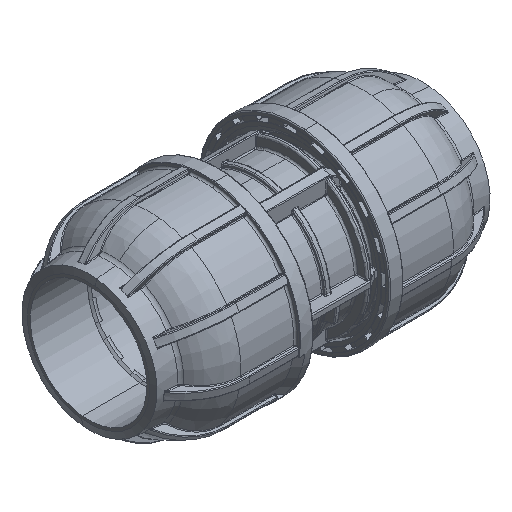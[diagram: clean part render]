
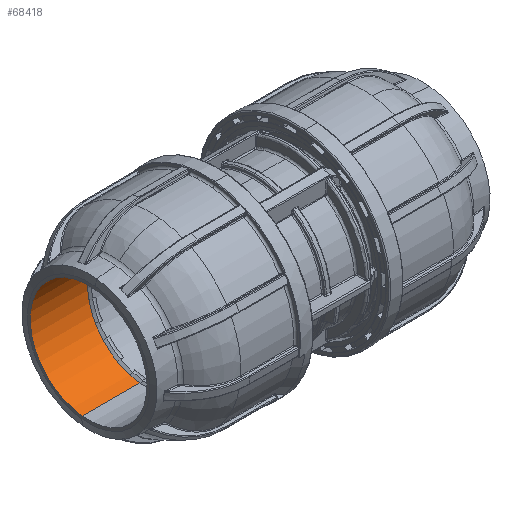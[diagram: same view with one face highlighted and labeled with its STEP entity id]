
A CAD part, isometric view. The second image highlights one B-rep face of the part: STEP entity #68418.
In plain terms, the highlighted cylindrical face has radius 32 mm (diameter 64 mm), a partial arc.
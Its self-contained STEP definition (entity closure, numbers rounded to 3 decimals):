
#4286 = AXIS2_PLACEMENT_3D ( 'NONE', #10286, #10287, #10288 ) ;
#6466 = ORIENTED_EDGE ( 'NONE', *, *, #58498, .F. ) ;
#6467 = ORIENTED_EDGE ( 'NONE', *, *, #58499, .T. ) ;
#6468 = ORIENTED_EDGE ( 'NONE', *, *, #58497, .T. ) ;
#6469 = ORIENTED_EDGE ( 'NONE', *, *, #58500, .F. ) ;
#6855 = FACE_OUTER_BOUND ( 'NONE', #33961, .T. ) ;
#6857 = CYLINDRICAL_SURFACE ( 'NONE', #4286, 32. ) ;
#10286 = CARTESIAN_POINT ( 'NONE',  ( -91.8, 0., 0. ) ) ;
#10287 = DIRECTION ( 'NONE',  ( -1., 0., 0. ) ) ;
#10288 = DIRECTION ( 'NONE',  ( 0., 0.108, -0.994 ) ) ;
#11333 = CARTESIAN_POINT ( 'NONE',  ( -91.8, -3.461, 31.812 ) ) ;
#11334 = DIRECTION ( 'NONE',  ( -1., 0., 0. ) ) ;
#11335 = CARTESIAN_POINT ( 'NONE',  ( -60.3, 0., 0. ) ) ;
#11336 = DIRECTION ( 'NONE',  ( -1., 0., 0. ) ) ;
#11337 = DIRECTION ( 'NONE',  ( 0., 0.108, -0.994 ) ) ;
#11338 = CARTESIAN_POINT ( 'NONE',  ( -91.8, 0., 0. ) ) ;
#11339 = DIRECTION ( 'NONE',  ( -1., 0., 0. ) ) ;
#11340 = DIRECTION ( 'NONE',  ( 0., 0.108, -0.994 ) ) ;
#11341 = CARTESIAN_POINT ( 'NONE',  ( -91.8, 3.461, -31.812 ) ) ;
#11342 = DIRECTION ( 'NONE',  ( -1., 0., 0. ) ) ;
#13372 = CIRCLE ( 'NONE', #13392, 32. ) ;
#13388 = CIRCLE ( 'NONE', #13390, 32. ) ;
#13389 = VECTOR ( 'NONE', #11334, 1000. ) ;
#13390 = AXIS2_PLACEMENT_3D ( 'NONE', #11335, #11336, #11337 ) ;
#13392 = AXIS2_PLACEMENT_3D ( 'NONE', #11338, #11339, #11340 ) ;
#13393 = VECTOR ( 'NONE', #11342, 1000. ) ;
#33961 = EDGE_LOOP ( 'NONE', ( #6466, #6468, #6467, #6469 ) ) ;
#45573 = VERTEX_POINT ( 'NONE', #60200 ) ;
#45574 = VERTEX_POINT ( 'NONE', #60201 ) ;
#45575 = VERTEX_POINT ( 'NONE', #60202 ) ;
#45576 = VERTEX_POINT ( 'NONE', #60203 ) ;
#58497 = EDGE_CURVE ( 'NONE', #45573, #45575, #74394, .T. ) ;
#58498 = EDGE_CURVE ( 'NONE', #45573, #45574, #13388, .T. ) ;
#58499 = EDGE_CURVE ( 'NONE', #45575, #45576, #13372, .T. ) ;
#58500 = EDGE_CURVE ( 'NONE', #45574, #45576, #74395, .T. ) ;
#60200 = CARTESIAN_POINT ( 'NONE',  ( -60.3, -3.461, 31.812 ) ) ;
#60201 = CARTESIAN_POINT ( 'NONE',  ( -60.3, 3.461, -31.812 ) ) ;
#60202 = CARTESIAN_POINT ( 'NONE',  ( -91.8, -3.461, 31.812 ) ) ;
#60203 = CARTESIAN_POINT ( 'NONE',  ( -91.8, 3.461, -31.812 ) ) ;
#68418 = ADVANCED_FACE ( 'NONE', ( #6855 ), #6857, .F. ) ;
#74394 = LINE ( 'NONE', #11333, #13389 ) ;
#74395 = LINE ( 'NONE', #11341, #13393 ) ;
